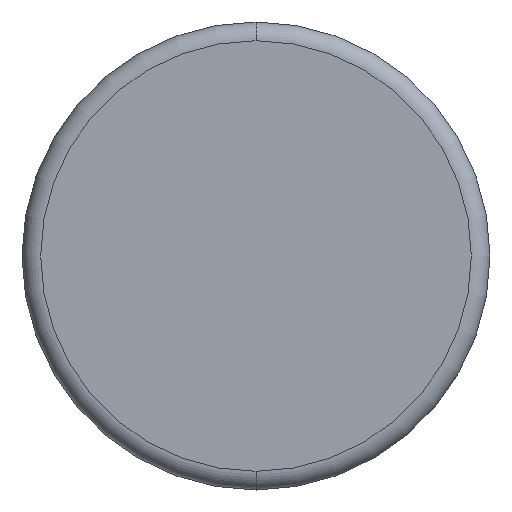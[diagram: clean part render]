
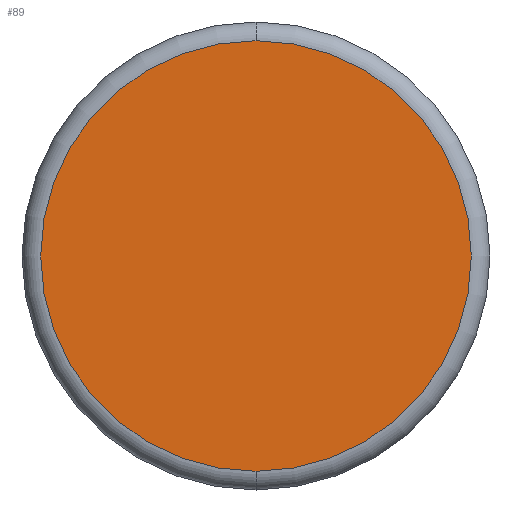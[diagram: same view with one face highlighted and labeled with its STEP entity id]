
A CAD part, front view. The second image highlights one B-rep face of the part: STEP entity #89.
In plain terms, the highlighted planar face has unit normal (0, -1, 0).
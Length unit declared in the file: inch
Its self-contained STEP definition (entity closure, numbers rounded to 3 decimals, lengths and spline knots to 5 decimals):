
#83 = AXIS2_PLACEMENT_3D ( 'NONE', #239, #323, #407 ) ;
#89 = ADVANCED_FACE ( 'NONE', ( #541 ), #453, .T. ) ;
#93 = CARTESIAN_POINT ( 'NONE',  ( 0., 0., 0. ) ) ;
#130 = EDGE_LOOP ( 'NONE', ( #321, #147 ) ) ;
#136 = DIRECTION ( 'NONE',  ( 0., -1., 0. ) ) ;
#142 = CIRCLE ( 'NONE', #222, 0.1725 ) ;
#147 = ORIENTED_EDGE ( 'NONE', *, *, #401, .T. ) ;
#202 = DIRECTION ( 'NONE',  ( 0., 0., -1. ) ) ;
#213 = CIRCLE ( 'NONE', #322, 0.1725 ) ;
#222 = AXIS2_PLACEMENT_3D ( 'NONE', #93, #136, #202 ) ;
#239 = CARTESIAN_POINT ( 'NONE',  ( 0., 0., 0. ) ) ;
#286 = VERTEX_POINT ( 'NONE', #527 ) ;
#321 = ORIENTED_EDGE ( 'NONE', *, *, #426, .T. ) ;
#322 = AXIS2_PLACEMENT_3D ( 'NONE', #427, #463, #346 ) ;
#323 = DIRECTION ( 'NONE',  ( 0., -1., 0. ) ) ;
#346 = DIRECTION ( 'NONE',  ( 0., 0., -1. ) ) ;
#401 = EDGE_CURVE ( 'NONE', #536, #286, #142, .T. ) ;
#407 = DIRECTION ( 'NONE',  ( 0., 0., -1. ) ) ;
#413 = CARTESIAN_POINT ( 'NONE',  ( 0., 0., 0.1725 ) ) ;
#426 = EDGE_CURVE ( 'NONE', #286, #536, #213, .T. ) ;
#427 = CARTESIAN_POINT ( 'NONE',  ( 0., 0., 0. ) ) ;
#453 = PLANE ( 'NONE',  #83 ) ;
#463 = DIRECTION ( 'NONE',  ( 0., -1., 0. ) ) ;
#527 = CARTESIAN_POINT ( 'NONE',  ( 0., 0., -0.1725 ) ) ;
#536 = VERTEX_POINT ( 'NONE', #413 ) ;
#541 = FACE_OUTER_BOUND ( 'NONE', #130, .T. ) ;
